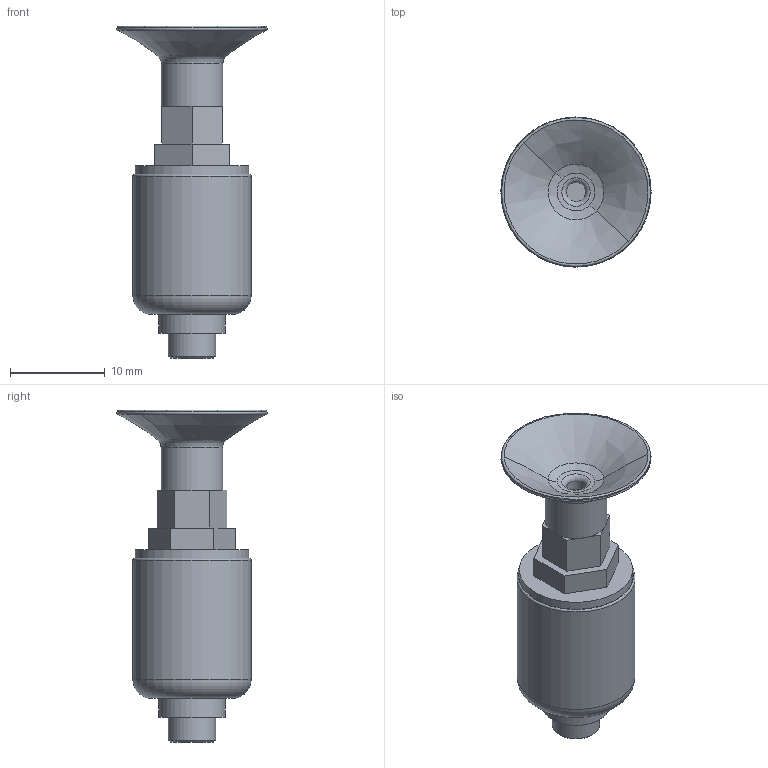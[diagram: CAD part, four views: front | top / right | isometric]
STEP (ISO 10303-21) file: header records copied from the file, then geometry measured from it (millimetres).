
FILE_DESCRIPTION(/* description */ (''),/* implementation_level */ '2;1');
FILE_NAME(/* name */ 'Assembly_SMC_ABB_EE_SG_Type_1.stp',/* time_stamp */ '2022-10-01T16:11:45+01:00',/* author */ ('romanp'),/* organization */ (''),/* preprocessor_version */ 'ST-DEVELOPER v19',/* originating_system */ 'Autodesk Inventor 2023',/* authorisation */ '');
FILE_SCHEMA (('AUTOMOTIVE_DESIGN { 1 0 10303 214 3 1 1 }'));
Length unit declared in the file: millimetre
Products named in the file (3): Assembly1; _ZFZ-03-002D; 3HAC047927-001
Assembly tree (2 placements, depth 2):
  Assembly1
    _ZFZ-03-002D
    3HAC047927-001
Bounding box: 15.87 x 15.87 x 35.06 mm (x, y, z)
Volume: 2588.6 mm3; surface area: 1796.8 mm2
Topology: 2 solids, 3 shells, 53 faces, 117 edges, 76 vertices
Faces by surface type: plane 30, cylinder 8, torus 6, bspline 6, cone 3
Full cylindrical faces by diameter (mm): 2 x1, 5 x3, 6.5 x1, 7 x1, 12 x1, 12.5 x1
Entity records: 1764 total; most frequent: CARTESIAN_POINT 400, DIRECTION 263, ORIENTED_EDGE 234, EDGE_CURVE 117, AXIS2_PLACEMENT_3D 99, VERTEX_POINT 76, LINE 65, VECTOR 65
